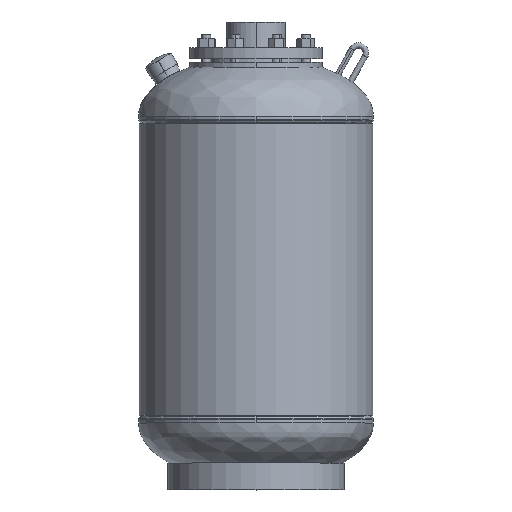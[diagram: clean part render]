
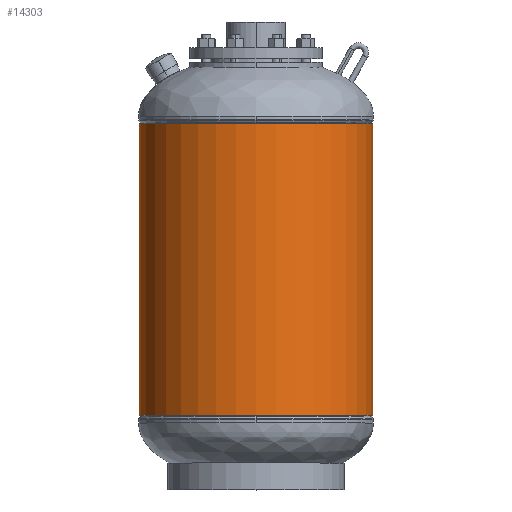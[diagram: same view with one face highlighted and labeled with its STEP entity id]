
A CAD part, top view. The second image highlights one B-rep face of the part: STEP entity #14303.
In plain terms, the highlighted cylindrical face has radius 202.463 mm (diameter 404.927 mm), a full revolution.
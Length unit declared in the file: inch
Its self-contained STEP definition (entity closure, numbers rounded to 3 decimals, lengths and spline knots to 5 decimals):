
#501 = DIRECTION ( 'NONE',  ( 0., 1., 0. ) ) ;
#802 = CYLINDRICAL_SURFACE ( 'NONE', #21731, 7.971 ) ;
#957 = DIRECTION ( 'NONE',  ( 0., -1., 0. ) ) ;
#1532 = CARTESIAN_POINT ( 'NONE',  ( 0.00139, 19.875, -7.971 ) ) ;
#1979 = EDGE_CURVE ( 'NONE', #15215, #19862, #21218, .T. ) ;
#2686 = CARTESIAN_POINT ( 'NONE',  ( 0., 0., -7.971 ) ) ;
#2844 = DIRECTION ( 'NONE',  ( 0., -1., 0. ) ) ;
#7681 = CARTESIAN_POINT ( 'NONE',  ( 0., 0., 0. ) ) ;
#10760 = AXIS2_PLACEMENT_3D ( 'NONE', #7681, #2844, #14584 ) ;
#14220 = EDGE_CURVE ( 'NONE', #19775, #22131, #14291, .T. ) ;
#14267 = EDGE_CURVE ( 'NONE', #19775, #15215, #21911, .T. ) ;
#14291 = CIRCLE ( 'NONE', #10760, 7.971 ) ;
#14303 = ADVANCED_FACE ( 'NONE', ( #20174 ), #802, .T. ) ;
#14584 = DIRECTION ( 'NONE',  ( 0., 0., -1. ) ) ;
#15215 = VERTEX_POINT ( 'NONE', #1532 ) ;
#16272 = ORIENTED_EDGE ( 'NONE', *, *, #14267, .T. ) ;
#16573 = EDGE_LOOP ( 'NONE', ( #25753, #17279, #16272, #24480 ) ) ;
#16643 = DIRECTION ( 'NONE',  ( 0., 0., -1. ) ) ;
#17079 = CARTESIAN_POINT ( 'NONE',  ( 0., 19.875, -7.971 ) ) ;
#17222 = CARTESIAN_POINT ( 'NONE',  ( 0.00139, 0., -7.971 ) ) ;
#17279 = ORIENTED_EDGE ( 'NONE', *, *, #14220, .F. ) ;
#18002 = VECTOR ( 'NONE', #25207, 39.37008 ) ;
#19723 = CARTESIAN_POINT ( 'NONE',  ( 0.00139, 0., -7.971 ) ) ;
#19775 = VERTEX_POINT ( 'NONE', #19723 ) ;
#19862 = VERTEX_POINT ( 'NONE', #17079 ) ;
#20174 = FACE_OUTER_BOUND ( 'NONE', #16573, .T. ) ;
#20225 = VECTOR ( 'NONE', #501, 39.37008 ) ;
#21174 = CARTESIAN_POINT ( 'NONE',  ( 0., 19.875, 0. ) ) ;
#21218 = CIRCLE ( 'NONE', #23720, 7.971 ) ;
#21731 = AXIS2_PLACEMENT_3D ( 'NONE', #22211, #957, #29422 ) ;
#21911 = LINE ( 'NONE', #17222, #20225 ) ;
#22131 = VERTEX_POINT ( 'NONE', #2686 ) ;
#22211 = CARTESIAN_POINT ( 'NONE',  ( 0., 0., 0. ) ) ;
#22386 = CARTESIAN_POINT ( 'NONE',  ( 0., 0., -7.971 ) ) ;
#23720 = AXIS2_PLACEMENT_3D ( 'NONE', #21174, #28544, #16643 ) ;
#24480 = ORIENTED_EDGE ( 'NONE', *, *, #1979, .T. ) ;
#24496 = EDGE_CURVE ( 'NONE', #22131, #19862, #27563, .T. ) ;
#25207 = DIRECTION ( 'NONE',  ( 0., 1., 0. ) ) ;
#25753 = ORIENTED_EDGE ( 'NONE', *, *, #24496, .F. ) ;
#27563 = LINE ( 'NONE', #22386, #18002 ) ;
#28544 = DIRECTION ( 'NONE',  ( 0., -1., 0. ) ) ;
#29422 = DIRECTION ( 'NONE',  ( 0., 0., -1. ) ) ;
